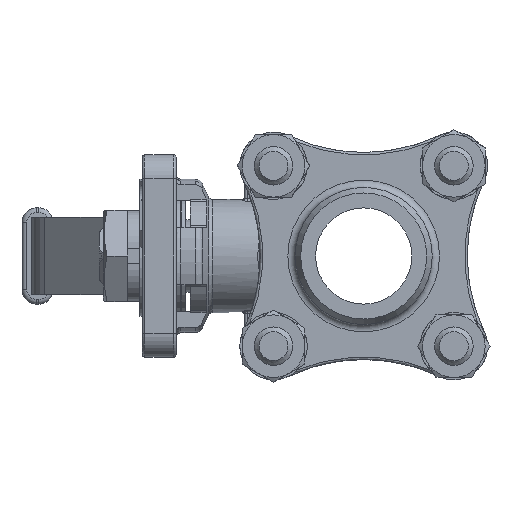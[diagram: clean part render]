
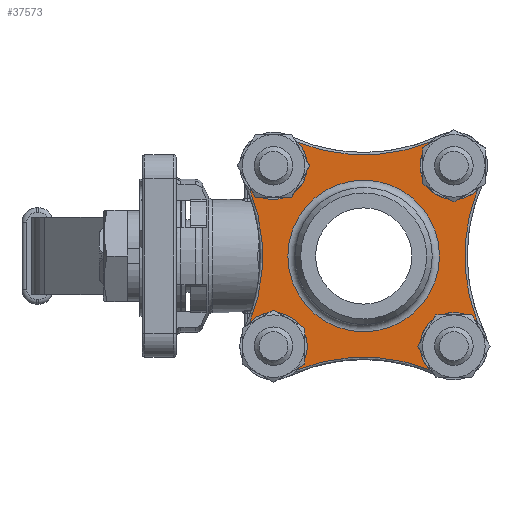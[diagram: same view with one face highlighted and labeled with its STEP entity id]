
A CAD part, left-side view. The second image highlights one B-rep face of the part: STEP entity #37573.
In plain terms, the highlighted planar face has unit normal (-1, 0, 0).
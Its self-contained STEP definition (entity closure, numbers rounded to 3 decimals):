
#21741 = FACE_OUTER_BOUND ( 'NONE', #40061, .T. ) ;
#21773 = FACE_BOUND ( 'NONE', #40074, .T. ) ;
#21777 = PLANE ( 'NONE',  #22515 ) ;
#21800 = CARTESIAN_POINT ( 'NONE',  ( -21.5, 0., 0. ) ) ;
#21801 = DIRECTION ( 'NONE',  ( -1., 0., 0. ) ) ;
#21803 = DIRECTION ( 'NONE',  ( 0., 0., -1. ) ) ;
#22363 = CARTESIAN_POINT ( 'NONE',  ( -21.5, 0., 0. ) ) ;
#22364 = DIRECTION ( 'NONE',  ( 1., 0., 0. ) ) ;
#22365 = DIRECTION ( 'NONE',  ( 0., 0., 1. ) ) ;
#22366 = CARTESIAN_POINT ( 'NONE',  ( -21.5, 0., 58.052 ) ) ;
#22367 = DIRECTION ( 'NONE',  ( 1., 0., 0. ) ) ;
#22368 = DIRECTION ( 'NONE',  ( 0., 0., 1. ) ) ;
#22369 = CARTESIAN_POINT ( 'NONE',  ( -21.5, 18.738, 18.738 ) ) ;
#22370 = DIRECTION ( 'NONE',  ( -1., 0., 0. ) ) ;
#22371 = DIRECTION ( 'NONE',  ( 0., -1., 0. ) ) ;
#22372 = CARTESIAN_POINT ( 'NONE',  ( -21.5, 58.052, 0. ) ) ;
#22373 = DIRECTION ( 'NONE',  ( 1., 0., 0. ) ) ;
#22374 = DIRECTION ( 'NONE',  ( 0., 0., 1. ) ) ;
#22375 = CARTESIAN_POINT ( 'NONE',  ( -21.5, 18.738, -18.738 ) ) ;
#22376 = DIRECTION ( 'NONE',  ( -1., 0., 0. ) ) ;
#22377 = DIRECTION ( 'NONE',  ( 0., 0., 1. ) ) ;
#22378 = CARTESIAN_POINT ( 'NONE',  ( -21.5, 0., -58.052 ) ) ;
#22379 = DIRECTION ( 'NONE',  ( 1., 0., 0. ) ) ;
#22380 = DIRECTION ( 'NONE',  ( 0., 0., 1. ) ) ;
#22381 = CARTESIAN_POINT ( 'NONE',  ( -21.5, -18.738, -18.738 ) ) ;
#22382 = DIRECTION ( 'NONE',  ( -1., 0., 0. ) ) ;
#22383 = DIRECTION ( 'NONE',  ( 0., 1., 0. ) ) ;
#22384 = CARTESIAN_POINT ( 'NONE',  ( -21.5, -58.052, 0. ) ) ;
#22385 = DIRECTION ( 'NONE',  ( 1., 0., 0. ) ) ;
#22386 = DIRECTION ( 'NONE',  ( 0., 0., 1. ) ) ;
#22387 = CARTESIAN_POINT ( 'NONE',  ( -21.5, -18.738, 18.738 ) ) ;
#22388 = DIRECTION ( 'NONE',  ( -1., 0., 0. ) ) ;
#22389 = DIRECTION ( 'NONE',  ( 0., 0., -1. ) ) ;
#22515 = AXIS2_PLACEMENT_3D ( 'NONE', #21800, #21801, #21803 ) ;
#22610 = CIRCLE ( 'NONE', #22621, 7. ) ;
#22615 = AXIS2_PLACEMENT_3D ( 'NONE', #22366, #22367, #22368 ) ;
#22616 = CIRCLE ( 'NONE', #22617, 15.75 ) ;
#22617 = AXIS2_PLACEMENT_3D ( 'NONE', #22363, #22364, #22365 ) ;
#22619 = CIRCLE ( 'NONE', #22615, 37.051 ) ;
#22620 = CIRCLE ( 'NONE', #22623, 37.051 ) ;
#22621 = AXIS2_PLACEMENT_3D ( 'NONE', #22369, #22370, #22371 ) ;
#22622 = CIRCLE ( 'NONE', #22625, 7. ) ;
#22623 = AXIS2_PLACEMENT_3D ( 'NONE', #22372, #22373, #22374 ) ;
#22624 = CIRCLE ( 'NONE', #22627, 37.051 ) ;
#22625 = AXIS2_PLACEMENT_3D ( 'NONE', #22375, #22376, #22377 ) ;
#22626 = CIRCLE ( 'NONE', #22629, 7. ) ;
#22627 = AXIS2_PLACEMENT_3D ( 'NONE', #22378, #22379, #22380 ) ;
#22628 = CIRCLE ( 'NONE', #22631, 37.051 ) ;
#22629 = AXIS2_PLACEMENT_3D ( 'NONE', #22381, #22382, #22383 ) ;
#22630 = CIRCLE ( 'NONE', #22633, 7. ) ;
#22631 = AXIS2_PLACEMENT_3D ( 'NONE', #22384, #22385, #22386 ) ;
#22633 = AXIS2_PLACEMENT_3D ( 'NONE', #22387, #22388, #22389 ) ;
#34074 = VERTEX_POINT ( 'NONE', #39498 ) ;
#34086 = VERTEX_POINT ( 'NONE', #39522 ) ;
#34091 = VERTEX_POINT ( 'NONE', #39532 ) ;
#34092 = VERTEX_POINT ( 'NONE', #39534 ) ;
#34094 = VERTEX_POINT ( 'NONE', #39538 ) ;
#34095 = VERTEX_POINT ( 'NONE', #39540 ) ;
#34097 = VERTEX_POINT ( 'NONE', #39544 ) ;
#34099 = VERTEX_POINT ( 'NONE', #39548 ) ;
#37573 = ADVANCED_FACE ( 'NONE', ( #21773, #21741 ), #21777, .T. ) ;
#37617 = EDGE_CURVE ( 'NONE', #43331, #43331, #22616, .T. ) ;
#37618 = EDGE_CURVE ( 'NONE', #34091, #34086, #22619, .T. ) ;
#37619 = EDGE_CURVE ( 'NONE', #34074, #34086, #22610, .T. ) ;
#37620 = EDGE_CURVE ( 'NONE', #34074, #34095, #22620, .T. ) ;
#37621 = EDGE_CURVE ( 'NONE', #34092, #34095, #22622, .T. ) ;
#37622 = EDGE_CURVE ( 'NONE', #34092, #34097, #22624, .T. ) ;
#37623 = EDGE_CURVE ( 'NONE', #34094, #34097, #22626, .T. ) ;
#37624 = EDGE_CURVE ( 'NONE', #34094, #34099, #22628, .T. ) ;
#37625 = EDGE_CURVE ( 'NONE', #34091, #34099, #22630, .T. ) ;
#39498 = CARTESIAN_POINT ( 'NONE',  ( -21.5, 23.645, 13.746 ) ) ;
#39522 = CARTESIAN_POINT ( 'NONE',  ( -21.5, 13.746, 23.645 ) ) ;
#39532 = CARTESIAN_POINT ( 'NONE',  ( -21.5, -13.746, 23.645 ) ) ;
#39534 = CARTESIAN_POINT ( 'NONE',  ( -21.5, 13.746, -23.645 ) ) ;
#39538 = CARTESIAN_POINT ( 'NONE',  ( -21.5, -23.645, -13.746 ) ) ;
#39540 = CARTESIAN_POINT ( 'NONE',  ( -21.5, 23.645, -13.746 ) ) ;
#39544 = CARTESIAN_POINT ( 'NONE',  ( -21.5, -13.746, -23.645 ) ) ;
#39548 = CARTESIAN_POINT ( 'NONE',  ( -21.5, -23.645, 13.746 ) ) ;
#40061 = EDGE_LOOP ( 'NONE', ( #40430, #40431, #40433, #40434, #40436, #40437, #40439, #40441 ) ) ;
#40074 = EDGE_LOOP ( 'NONE', ( #40429 ) ) ;
#40429 = ORIENTED_EDGE ( 'NONE', *, *, #37617, .T. ) ;
#40430 = ORIENTED_EDGE ( 'NONE', *, *, #37618, .T. ) ;
#40431 = ORIENTED_EDGE ( 'NONE', *, *, #37619, .F. ) ;
#40433 = ORIENTED_EDGE ( 'NONE', *, *, #37620, .T. ) ;
#40434 = ORIENTED_EDGE ( 'NONE', *, *, #37621, .F. ) ;
#40436 = ORIENTED_EDGE ( 'NONE', *, *, #37622, .T. ) ;
#40437 = ORIENTED_EDGE ( 'NONE', *, *, #37623, .F. ) ;
#40439 = ORIENTED_EDGE ( 'NONE', *, *, #37624, .T. ) ;
#40441 = ORIENTED_EDGE ( 'NONE', *, *, #37625, .F. ) ;
#43331 = VERTEX_POINT ( 'NONE', #43337 ) ;
#43337 = CARTESIAN_POINT ( 'NONE',  ( -21.5, 0., 15.75 ) ) ;
